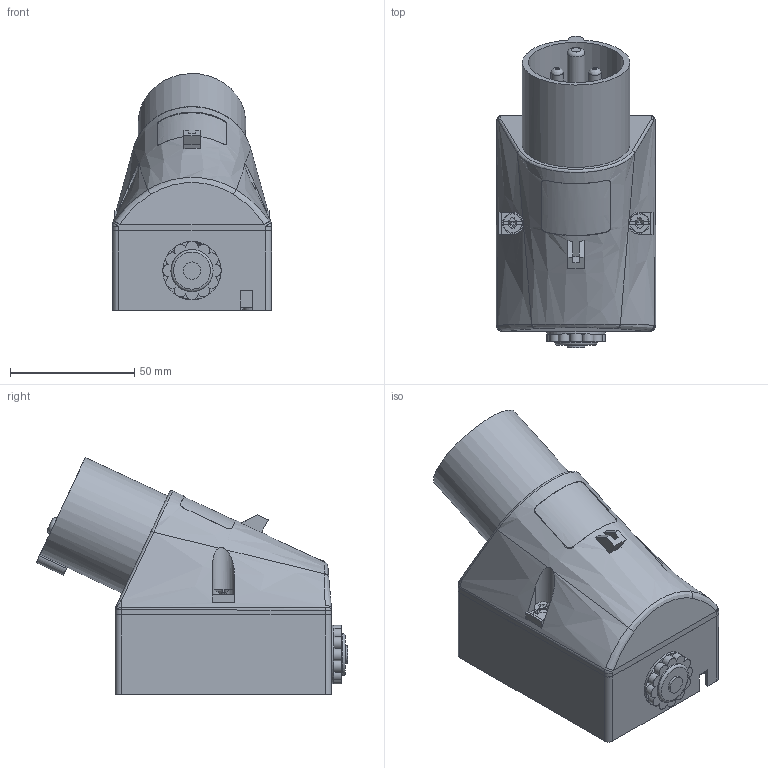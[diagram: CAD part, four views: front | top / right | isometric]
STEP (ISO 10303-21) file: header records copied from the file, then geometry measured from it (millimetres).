
FILE_DESCRIPTION(/* description */ (''),/* implementation_level */ '2;1');
FILE_NAME(/* name */ '245.stp',/* time_stamp */ '2023-09-01T07:20:35+02:00',/* author */ ('massmann'),/* organization */ (''),/* preprocessor_version */ 'ST-DEVELOPER v17',/* originating_system */ 'Autodesk Inventor 2018',/* authorisation */ '');
FILE_SCHEMA (('AUTOMOTIVE_DESIGN { 1 0 10303 214 3 1 1 }'));
Length unit declared in the file: millimetre
Products named in the file (1): 245
Bounding box: 64 x 125.14 x 95.23 mm (x, y, z)
Volume: 315584.9 mm3; surface area: 46240 mm2
Topology: 1 solids, 1 shells, 494 faces, 1331 edges, 881 vertices
Faces by surface type: plane 371, cylinder 65, bspline 34, torus 10, cone 10, sphere 4
Full cylindrical faces by diameter (mm): 0.316 x1, 0.507 x1, 4.1 x2, 5 x2, 7 x2, 7.162 x1, 7.2 x1, 16.9 x1, 21 x1, 23.5 x1, 38.3 x1, 43.2 x1
Entity records: 17210 total; most frequent: CARTESIAN_POINT 4449, ORIENTED_EDGE 2660, DIRECTION 2333, EDGE_CURVE 1330, LINE 935, VECTOR 935, VERTEX_POINT 881, AXIS2_PLACEMENT_3D 699
